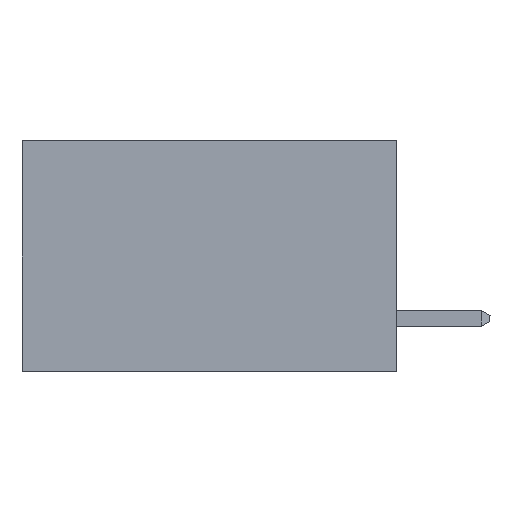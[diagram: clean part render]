
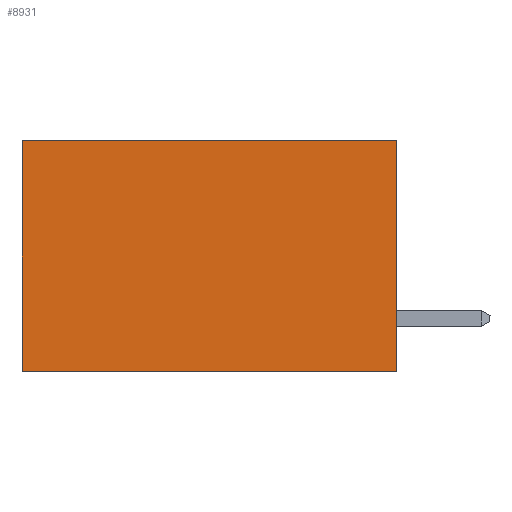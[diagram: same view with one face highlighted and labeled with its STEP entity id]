
A CAD part, left-side view. The second image highlights one B-rep face of the part: STEP entity #8931.
In plain terms, the highlighted planar face has unit normal (-1, 0, 0).
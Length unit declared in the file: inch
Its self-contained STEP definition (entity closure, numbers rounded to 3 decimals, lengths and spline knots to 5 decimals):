
#602 = ORIENTED_EDGE ( 'NONE', *, *, #4785, .F. ) ;
#1328 = CARTESIAN_POINT ( 'NONE',  ( 0.2615, 0.6, -0.37 ) ) ;
#1711 = ORIENTED_EDGE ( 'NONE', *, *, #20112, .T. ) ;
#2130 = CARTESIAN_POINT ( 'NONE',  ( 0.2615, 0., 0. ) ) ;
#2360 = EDGE_LOOP ( 'NONE', ( #17829, #19647, #602, #1711 ) ) ;
#3121 = DIRECTION ( 'NONE',  ( 0., 0., -1. ) ) ;
#4006 = CARTESIAN_POINT ( 'NONE',  ( 0.2615, 0., -0.37 ) ) ;
#4398 = EDGE_CURVE ( 'NONE', #6422, #9114, #18434, .T. ) ;
#4785 = EDGE_CURVE ( 'NONE', #11837, #11582, #11143, .T. ) ;
#5027 = EDGE_CURVE ( 'NONE', #11582, #9114, #14926, .T. ) ;
#6422 = VERTEX_POINT ( 'NONE', #12369 ) ;
#7269 = DIRECTION ( 'NONE',  ( 1., 0., 0. ) ) ;
#7793 = VECTOR ( 'NONE', #12322, 39.37008 ) ;
#8418 = DIRECTION ( 'NONE',  ( 0., 1., 0. ) ) ;
#8693 = VECTOR ( 'NONE', #3121, 39.37008 ) ;
#8710 = VECTOR ( 'NONE', #9485, 39.37008 ) ;
#8931 = ADVANCED_FACE ( 'NONE', ( #17764 ), #12615, .F. ) ;
#9114 = VERTEX_POINT ( 'NONE', #12365 ) ;
#9485 = DIRECTION ( 'NONE',  ( 0., 0., -1. ) ) ;
#10535 = AXIS2_PLACEMENT_3D ( 'NONE', #4006, #7269, #17544 ) ;
#11143 = LINE ( 'NONE', #17961, #8710 ) ;
#11582 = VERTEX_POINT ( 'NONE', #13393 ) ;
#11837 = VERTEX_POINT ( 'NONE', #21151 ) ;
#12322 = DIRECTION ( 'NONE',  ( 0., 1., 0. ) ) ;
#12365 = CARTESIAN_POINT ( 'NONE',  ( 0.2615, 0.6, -0.37 ) ) ;
#12369 = CARTESIAN_POINT ( 'NONE',  ( 0.2615, 0.6, 0. ) ) ;
#12615 = PLANE ( 'NONE',  #10535 ) ;
#13393 = CARTESIAN_POINT ( 'NONE',  ( 0.2615, 0., -0.37 ) ) ;
#14926 = LINE ( 'NONE', #15033, #20794 ) ;
#15033 = CARTESIAN_POINT ( 'NONE',  ( 0.2615, 0., -0.37 ) ) ;
#17544 = DIRECTION ( 'NONE',  ( 0., 0., -1. ) ) ;
#17764 = FACE_OUTER_BOUND ( 'NONE', #2360, .T. ) ;
#17829 = ORIENTED_EDGE ( 'NONE', *, *, #4398, .T. ) ;
#17961 = CARTESIAN_POINT ( 'NONE',  ( 0.2615, 0., -0.37 ) ) ;
#18434 = LINE ( 'NONE', #1328, #8693 ) ;
#19638 = LINE ( 'NONE', #2130, #7793 ) ;
#19647 = ORIENTED_EDGE ( 'NONE', *, *, #5027, .F. ) ;
#20112 = EDGE_CURVE ( 'NONE', #11837, #6422, #19638, .T. ) ;
#20794 = VECTOR ( 'NONE', #8418, 39.37008 ) ;
#21151 = CARTESIAN_POINT ( 'NONE',  ( 0.2615, 0., 0. ) ) ;
